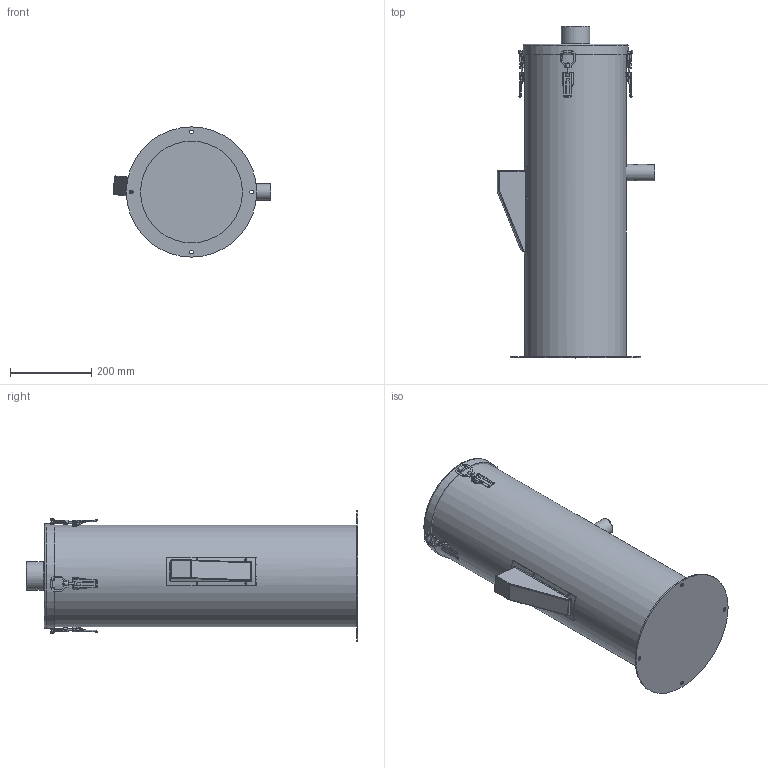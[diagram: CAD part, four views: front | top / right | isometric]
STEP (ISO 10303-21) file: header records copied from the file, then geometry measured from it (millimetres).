
FILE_DESCRIPTION(/* description */ (''),/* implementation_level */ '2;1');
FILE_NAME(/* name */ 'esqtati.stp',/* time_stamp */ '2022-04-04T15:12:53+02:00',/* author */ ('enginyeria'),/* organization */ (''),/* preprocessor_version */ 'ST-DEVELOPER v17.2',/* originating_system */ 'Autodesk Inventor 2019',/* authorisation */ '');
FILE_SCHEMA (('AUTOMOTIVE_DESIGN { 1 0 10303 214 3 1 1 }'));
Length unit declared in the file: millimetre
Products named in the file (1): Pieza4
Bounding box: 387.6 x 815 x 320 mm (x, y, z)
Volume: 39063389.1 mm3; surface area: 1006637.3 mm2
Topology: 10 solids, 10 shells, 600 faces, 1535 edges, 972 vertices
Faces by surface type: plane 371, cylinder 176, sphere 26, bspline 16, cone 7, torus 4
Full cylindrical faces by diameter (mm): 3.6 x4, 4 x16, 4.134 x4, 4.5 x4, 6 x4, 9.5 x6, 12 x1, 38 x1, 40 x1, 56 x1, 70 x1, 250 x1, 258 x1, 320 x1
Entity records: 20895 total; most frequent: CARTESIAN_POINT 6132, ORIENTED_EDGE 3062, DIRECTION 3037, EDGE_CURVE 1531, LINE 1019, VECTOR 1019, AXIS2_PLACEMENT_3D 1009, VERTEX_POINT 972
